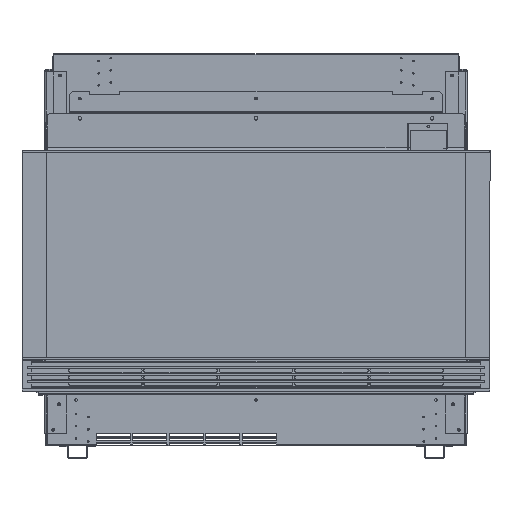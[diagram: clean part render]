
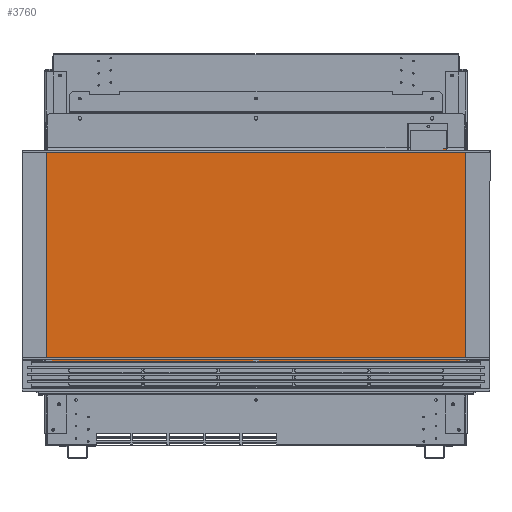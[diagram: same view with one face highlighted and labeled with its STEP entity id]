
A CAD part, top view. The second image highlights one B-rep face of the part: STEP entity #3760.
In plain terms, the highlighted planar face has unit normal (0, 0, 1).
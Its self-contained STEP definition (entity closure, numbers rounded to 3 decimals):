
#46 = DIRECTION ( 'NONE',  ( -1., 0., 0. ) ) ;
#748 = LINE ( 'NONE', #11505, #23481 ) ;
#1425 = FACE_OUTER_BOUND ( 'NONE', #27240, .T. ) ;
#2136 = DIRECTION ( 'NONE',  ( 0., -1., 0. ) ) ;
#3760 = ADVANCED_FACE ( 'NONE', ( #1425 ), #8123, .F. ) ;
#5052 = VECTOR ( 'NONE', #46, 1000. ) ;
#8123 = PLANE ( 'NONE',  #10882 ) ;
#9386 = EDGE_CURVE ( 'NONE', #29384, #17446, #18178, .T. ) ;
#10806 = DIRECTION ( 'NONE',  ( 1., 0., 0. ) ) ;
#10882 = AXIS2_PLACEMENT_3D ( 'NONE', #13565, #45692, #2136 ) ;
#11311 = CARTESIAN_POINT ( 'NONE',  ( 344., 504.9, 176.4 ) ) ;
#11505 = CARTESIAN_POINT ( 'NONE',  ( 0., 135.9, 176.4 ) ) ;
#13565 = CARTESIAN_POINT ( 'NONE',  ( 0., 320.4, 176.4 ) ) ;
#15238 = ORIENTED_EDGE ( 'NONE', *, *, #47020, .T. ) ;
#17050 = EDGE_CURVE ( 'NONE', #41239, #22195, #748, .T. ) ;
#17446 = VERTEX_POINT ( 'NONE', #29196 ) ;
#17454 = CARTESIAN_POINT ( 'NONE',  ( 344., 320.4, 176.4 ) ) ;
#18178 = LINE ( 'NONE', #32686, #5052 ) ;
#21743 = LINE ( 'NONE', #17454, #35251 ) ;
#22195 = VERTEX_POINT ( 'NONE', #46825 ) ;
#23187 = ORIENTED_EDGE ( 'NONE', *, *, #36869, .T. ) ;
#23481 = VECTOR ( 'NONE', #10806, 1000. ) ;
#23718 = LINE ( 'NONE', #26844, #35050 ) ;
#24869 = CARTESIAN_POINT ( 'NONE',  ( -344., 135.9, 176.4 ) ) ;
#26844 = CARTESIAN_POINT ( 'NONE',  ( -344., 320.4, 176.4 ) ) ;
#27240 = EDGE_LOOP ( 'NONE', ( #33879, #15238, #39699, #23187 ) ) ;
#29196 = CARTESIAN_POINT ( 'NONE',  ( -344., 504.9, 176.4 ) ) ;
#29384 = VERTEX_POINT ( 'NONE', #11311 ) ;
#32686 = CARTESIAN_POINT ( 'NONE',  ( 0., 504.9, 176.4 ) ) ;
#33879 = ORIENTED_EDGE ( 'NONE', *, *, #17050, .T. ) ;
#35050 = VECTOR ( 'NONE', #41566, 1000. ) ;
#35251 = VECTOR ( 'NONE', #46726, 1000. ) ;
#36869 = EDGE_CURVE ( 'NONE', #17446, #41239, #23718, .T. ) ;
#39699 = ORIENTED_EDGE ( 'NONE', *, *, #9386, .T. ) ;
#41239 = VERTEX_POINT ( 'NONE', #24869 ) ;
#41566 = DIRECTION ( 'NONE',  ( 0., -1., 0. ) ) ;
#45692 = DIRECTION ( 'NONE',  ( 0., 0., -1. ) ) ;
#46726 = DIRECTION ( 'NONE',  ( 0., 1., 0. ) ) ;
#46825 = CARTESIAN_POINT ( 'NONE',  ( 344., 135.9, 176.4 ) ) ;
#47020 = EDGE_CURVE ( 'NONE', #22195, #29384, #21743, .T. ) ;
